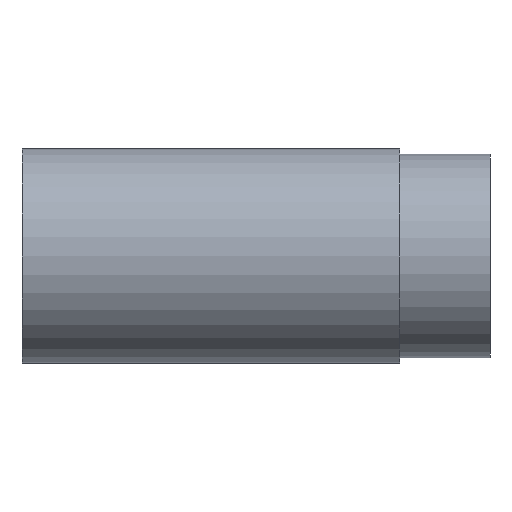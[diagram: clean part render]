
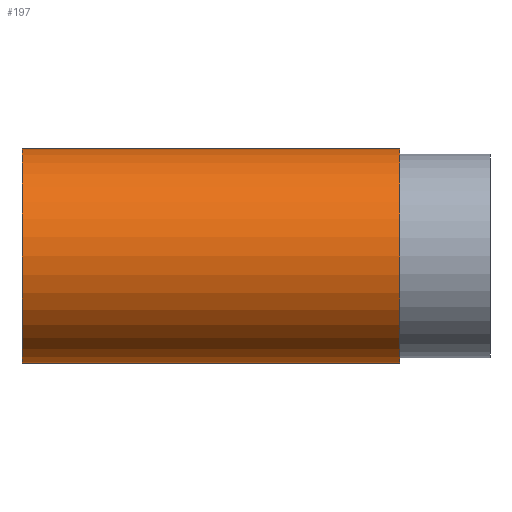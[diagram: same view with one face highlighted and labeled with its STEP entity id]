
A CAD part, left-side view. The second image highlights one B-rep face of the part: STEP entity #197.
In plain terms, the highlighted cylindrical face has radius 17.462 mm (diameter 34.925 mm), a partial arc.
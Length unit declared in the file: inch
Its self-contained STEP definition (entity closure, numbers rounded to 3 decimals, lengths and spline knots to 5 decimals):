
#4 = CYLINDRICAL_SURFACE ( 'NONE', #109, 0.6875 ) ;
#12 = CARTESIAN_POINT ( 'NONE',  ( 0., -1.21, 0. ) ) ;
#15 = DIRECTION ( 'NONE',  ( 0., -1., 0. ) ) ;
#29 = EDGE_CURVE ( 'NONE', #355, #349, #32, .T. ) ;
#32 = LINE ( 'NONE', #176, #330 ) ;
#38 = ORIENTED_EDGE ( 'NONE', *, *, #29, .T. ) ;
#52 = VECTOR ( 'NONE', #15, 39.37008 ) ;
#62 = CARTESIAN_POINT ( 'NONE',  ( 0., -1.21, 0.6875 ) ) ;
#81 = EDGE_CURVE ( 'NONE', #253, #355, #323, .T. ) ;
#90 = VERTEX_POINT ( 'NONE', #62 ) ;
#108 = ORIENTED_EDGE ( 'NONE', *, *, #308, .F. ) ;
#109 = AXIS2_PLACEMENT_3D ( 'NONE', #423, #341, #154 ) ;
#114 = AXIS2_PLACEMENT_3D ( 'NONE', #173, #369, #404 ) ;
#129 = EDGE_LOOP ( 'NONE', ( #108, #133, #38, #188 ) ) ;
#133 = ORIENTED_EDGE ( 'NONE', *, *, #81, .T. ) ;
#154 = DIRECTION ( 'NONE',  ( 0., 0., -1. ) ) ;
#173 = CARTESIAN_POINT ( 'NONE',  ( 0., 1.21, 0. ) ) ;
#176 = CARTESIAN_POINT ( 'NONE',  ( 0., -1.21, -0.6875 ) ) ;
#188 = ORIENTED_EDGE ( 'NONE', *, *, #217, .F. ) ;
#190 = DIRECTION ( 'NONE',  ( 0., -1., 0. ) ) ;
#193 = CARTESIAN_POINT ( 'NONE',  ( 0., -1.21, 0.6875 ) ) ;
#197 = ADVANCED_FACE ( 'NONE', ( #266 ), #4, .T. ) ;
#217 = EDGE_CURVE ( 'NONE', #90, #349, #220, .T. ) ;
#220 = CIRCLE ( 'NONE', #478, 0.6875 ) ;
#253 = VERTEX_POINT ( 'NONE', #377 ) ;
#266 = FACE_OUTER_BOUND ( 'NONE', #129, .T. ) ;
#290 = DIRECTION ( 'NONE',  ( 0., -1., 0. ) ) ;
#308 = EDGE_CURVE ( 'NONE', #253, #90, #348, .T. ) ;
#323 = CIRCLE ( 'NONE', #114, 0.6875 ) ;
#330 = VECTOR ( 'NONE', #290, 39.37008 ) ;
#339 = DIRECTION ( 'NONE',  ( 0., 0., -1. ) ) ;
#341 = DIRECTION ( 'NONE',  ( 0., -1., 0. ) ) ;
#348 = LINE ( 'NONE', #193, #52 ) ;
#349 = VERTEX_POINT ( 'NONE', #467 ) ;
#355 = VERTEX_POINT ( 'NONE', #434 ) ;
#369 = DIRECTION ( 'NONE',  ( 0., -1., 0. ) ) ;
#377 = CARTESIAN_POINT ( 'NONE',  ( 0., 1.21, 0.6875 ) ) ;
#404 = DIRECTION ( 'NONE',  ( 0., 0., -1. ) ) ;
#423 = CARTESIAN_POINT ( 'NONE',  ( 0., -1.21, 0. ) ) ;
#434 = CARTESIAN_POINT ( 'NONE',  ( 0., 1.21, -0.6875 ) ) ;
#467 = CARTESIAN_POINT ( 'NONE',  ( 0., -1.21, -0.6875 ) ) ;
#478 = AXIS2_PLACEMENT_3D ( 'NONE', #12, #190, #339 ) ;
